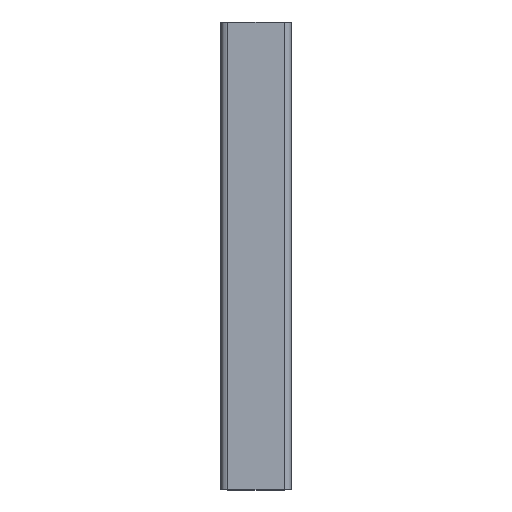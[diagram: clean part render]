
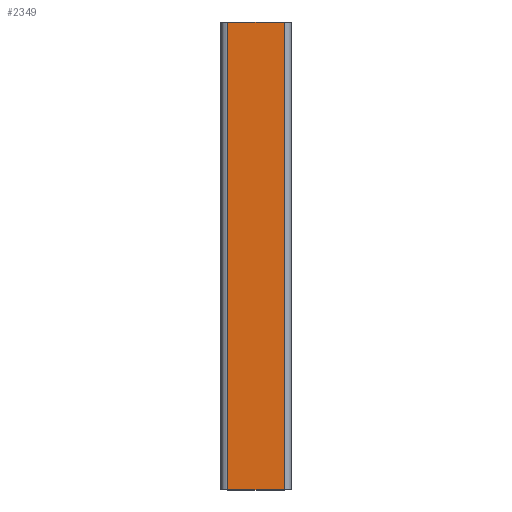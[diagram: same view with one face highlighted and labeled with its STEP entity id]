
A CAD part, top view. The second image highlights one B-rep face of the part: STEP entity #2349.
In plain terms, the highlighted planar face has unit normal (0, 0, 1).
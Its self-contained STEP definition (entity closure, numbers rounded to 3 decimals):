
#74 = CARTESIAN_POINT ( 'NONE',  ( -12., 0., 15. ) ) ;
#147 = ORIENTED_EDGE ( 'NONE', *, *, #5158, .T. ) ;
#326 = VERTEX_POINT ( 'NONE', #4855 ) ;
#360 = DIRECTION ( 'NONE',  ( 0., -1., 0. ) ) ;
#381 = ORIENTED_EDGE ( 'NONE', *, *, #964, .T. ) ;
#385 = EDGE_LOOP ( 'NONE', ( #882, #381, #147, #5164 ) ) ;
#882 = ORIENTED_EDGE ( 'NONE', *, *, #2071, .T. ) ;
#886 = CARTESIAN_POINT ( 'NONE',  ( -12., 200., 15. ) ) ;
#941 = VERTEX_POINT ( 'NONE', #74 ) ;
#964 = EDGE_CURVE ( 'NONE', #326, #4891, #4106, .T. ) ;
#1004 = CARTESIAN_POINT ( 'NONE',  ( -12., 0., 15. ) ) ;
#1479 = CARTESIAN_POINT ( 'NONE',  ( 12., 200., 15. ) ) ;
#1606 = FACE_OUTER_BOUND ( 'NONE', #385, .T. ) ;
#1818 = VECTOR ( 'NONE', #3737, 1000. ) ;
#1995 = CARTESIAN_POINT ( 'NONE',  ( -12., 0., 15. ) ) ;
#2071 = EDGE_CURVE ( 'NONE', #941, #326, #2082, .T. ) ;
#2082 = LINE ( 'NONE', #1004, #3345 ) ;
#2084 = CARTESIAN_POINT ( 'NONE',  ( 12., 0., 15. ) ) ;
#2349 = ADVANCED_FACE ( 'NONE', ( #1606 ), #2800, .T. ) ;
#2422 = DIRECTION ( 'NONE',  ( 0., 0., 1. ) ) ;
#2520 = VECTOR ( 'NONE', #360, 1000. ) ;
#2800 = PLANE ( 'NONE',  #3752 ) ;
#2895 = CARTESIAN_POINT ( 'NONE',  ( -12., 200., 15. ) ) ;
#3022 = DIRECTION ( 'NONE',  ( 1., 0., 0. ) ) ;
#3129 = VERTEX_POINT ( 'NONE', #886 ) ;
#3201 = LINE ( 'NONE', #2895, #1818 ) ;
#3345 = VECTOR ( 'NONE', #3022, 1000. ) ;
#3627 = DIRECTION ( 'NONE',  ( 1., 0., 0. ) ) ;
#3737 = DIRECTION ( 'NONE',  ( -1., 0., 0. ) ) ;
#3752 = AXIS2_PLACEMENT_3D ( 'NONE', #1995, #2422, #3627 ) ;
#3935 = CARTESIAN_POINT ( 'NONE',  ( -12., 0., 15. ) ) ;
#4106 = LINE ( 'NONE', #2084, #5010 ) ;
#4548 = DIRECTION ( 'NONE',  ( 0., 1., 0. ) ) ;
#4663 = LINE ( 'NONE', #3935, #2520 ) ;
#4855 = CARTESIAN_POINT ( 'NONE',  ( 12., 0., 15. ) ) ;
#4891 = VERTEX_POINT ( 'NONE', #1479 ) ;
#5010 = VECTOR ( 'NONE', #4548, 1000. ) ;
#5020 = EDGE_CURVE ( 'NONE', #3129, #941, #4663, .T. ) ;
#5158 = EDGE_CURVE ( 'NONE', #4891, #3129, #3201, .T. ) ;
#5164 = ORIENTED_EDGE ( 'NONE', *, *, #5020, .T. ) ;
